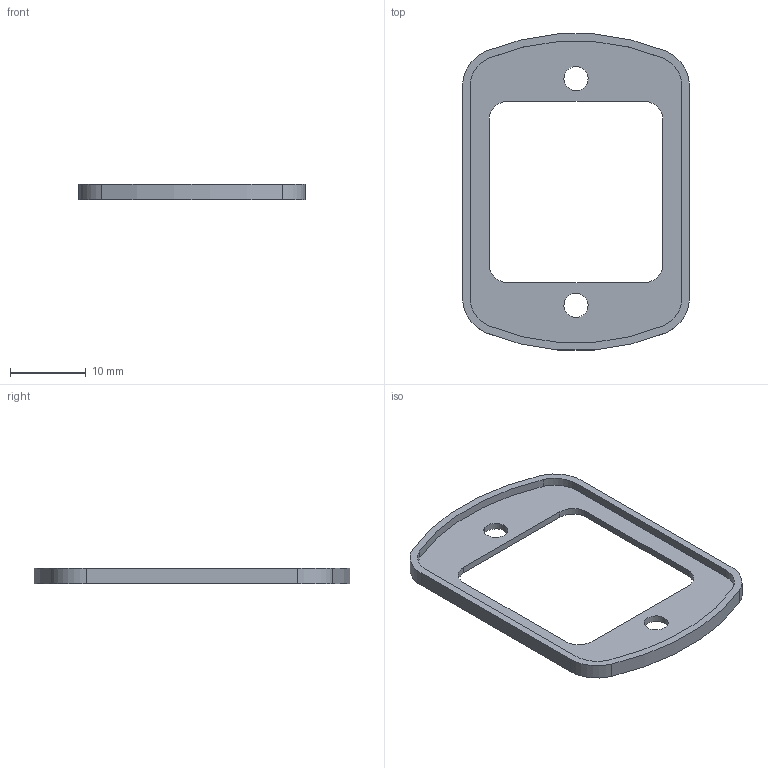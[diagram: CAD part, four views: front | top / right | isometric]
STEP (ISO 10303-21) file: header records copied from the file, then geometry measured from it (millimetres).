
FILE_DESCRIPTION(('CATIA V5 STEP Exchange','CAx-IF Rec.Pracs.--- Model Styling and Organization---1.4--- 2014-01-23'),'2;1');
FILE_NAME ('004517-4_1', '2021-10-05T10:19:21+00:00', ('none'), ('Weidmueller'), 'CATIA Version 5-6 Release 2016 SP3 HF44', 'CATIA V5 STEP AP214', 'none');
FILE_SCHEMA(('AUTOMOTIVE_DESIGN { 1 0 10303 214 1 1 1 1 }'));
Length unit declared in the file: millimetre
Products named in the file (1): 1044480000
Bounding box: 30 x 41.81 x 2 mm (x, y, z)
Volume: 691.2 mm3; surface area: 1719.9 mm2
Topology: 1 solids, 1 shells, 31 faces, 84 edges, 56 vertices
Faces by surface type: cylinder 20, plane 11
Entity records: 982 total; most frequent: CARTESIAN_POINT 170, ORIENTED_EDGE 168, DIRECTION 142, EDGE_CURVE 84, AXIS2_PLACEMENT_3D 70, VERTEX_POINT 56, VECTOR 44, LINE 44
